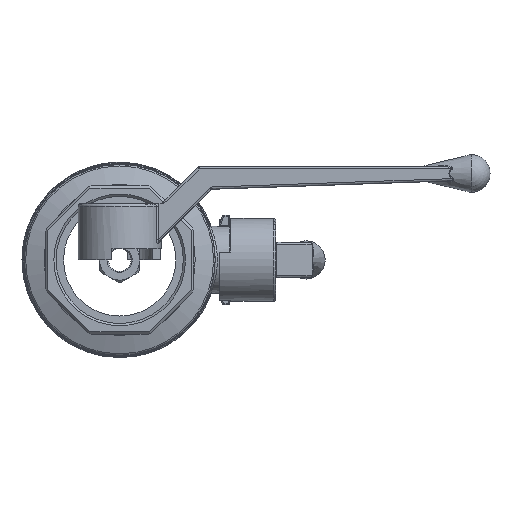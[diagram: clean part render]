
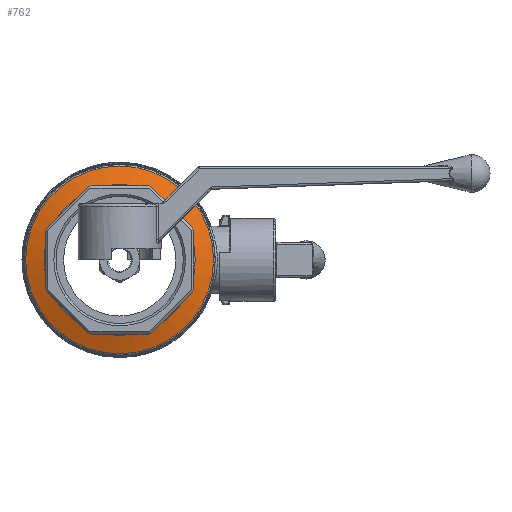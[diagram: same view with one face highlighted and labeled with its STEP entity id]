
A CAD part, front view. The second image highlights one B-rep face of the part: STEP entity #762.
In plain terms, the highlighted conical face has half-angle 70 degrees and reference radius 42.5 mm.
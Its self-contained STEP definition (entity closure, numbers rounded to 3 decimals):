
#762 = ADVANCED_FACE( '', ( #1551, #1552 ), #1553, .T. );
#1551 = FACE_OUTER_BOUND( '', #3967, .T. );
#1552 = FACE_BOUND( '', #3968, .T. );
#1553 = CONICAL_SURFACE( '', #3969, 42.5, 1.222 );
#3967 = EDGE_LOOP( '', ( #5951 ) );
#3968 = EDGE_LOOP( '', ( #5952 ) );
#3969 = AXIS2_PLACEMENT_3D( '', #5953, #5954, #5955 );
#5951 = ORIENTED_EDGE( '', *, *, #6448, .T. );
#5952 = ORIENTED_EDGE( '', *, *, #6740, .T. );
#5953 = CARTESIAN_POINT( '', ( 0., 42.958, 0. ) );
#5954 = DIRECTION( '', ( 0., 1., 0. ) );
#5955 = DIRECTION( '', ( 0., 0., 1. ) );
#6448 = EDGE_CURVE( '', #7523, #7523, #7524, .F. );
#6740 = EDGE_CURVE( '', #7880, #7880, #7881, .T. );
#7523 = VERTEX_POINT( '', #10983 );
#7524 = CIRCLE( '', #10984, 41.842 );
#7880 = VERTEX_POINT( '', #12189 );
#7881 = CIRCLE( '', #12190, 33.658 );
#10983 = CARTESIAN_POINT( '', ( 0., 42.718, 41.842 ) );
#10984 = AXIS2_PLACEMENT_3D( '', #12776, #12777, #12778 );
#12189 = CARTESIAN_POINT( '', ( 0., 39.739, 33.658 ) );
#12190 = AXIS2_PLACEMENT_3D( '', #13081, #13082, #13083 );
#12776 = CARTESIAN_POINT( '', ( 0., 42.718, 0. ) );
#12777 = DIRECTION( '', ( 0., 1., 0. ) );
#12778 = DIRECTION( '', ( 0., 0., 1. ) );
#13081 = CARTESIAN_POINT( '', ( 0., 39.739, 0. ) );
#13082 = DIRECTION( '', ( 0., 1., 0. ) );
#13083 = DIRECTION( '', ( 0., 0., 1. ) );
